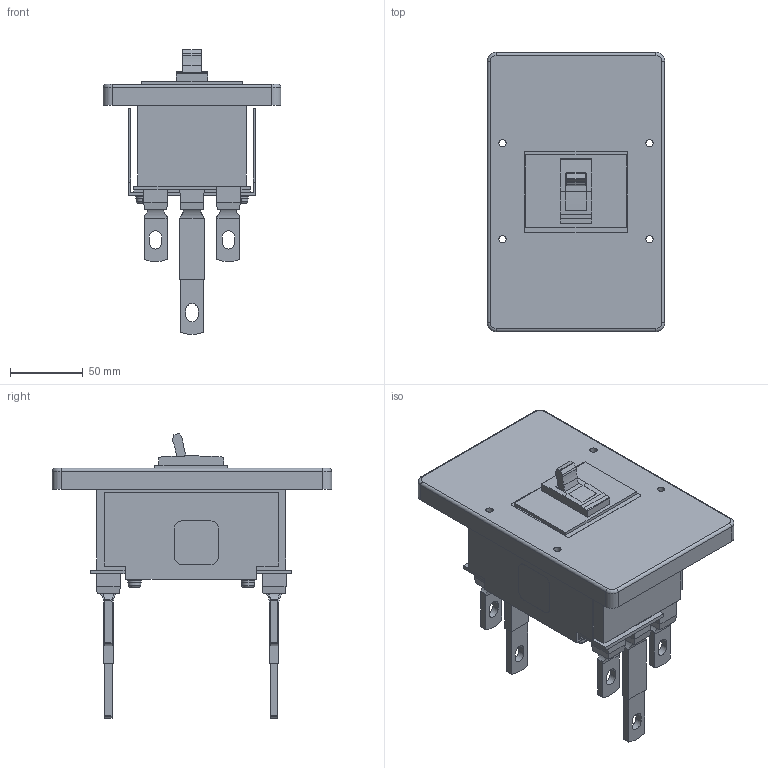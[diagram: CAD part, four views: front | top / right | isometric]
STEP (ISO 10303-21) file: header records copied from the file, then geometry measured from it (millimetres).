
FILE_DESCRIPTION(('CoCreate Modeling STEP Export'),'2;1');
FILE_NAME('Ｓ１２５ＳＦ３Ｐ.stp','2012-03-23T15:28:40',(''),(''),'CoCreate Modeling STEP processor for AP214 (Solid Model)','CoCreate Modeling 17.0 01-Apr-2010 (C) Parametric Technology GmbH','');
FILE_SCHEMA(('AUTOMOTIVE_DESIGN { 1 0 10303 214 1 1 1 1 }'));
Length unit declared in the file: millimetre
Products named in the file (7): p4; p6; p5; p2; p3; p1; Ｓ１２５ＳＦ３Ｐ
Assembly tree (9 placements, depth 2):
  Ｓ１２５ＳＦ３Ｐ
    p1
    p3
    p6  x4
    p2
    p5
    p4
Bounding box: 122 x 192 x 195.77 mm (x, y, z)
Volume: 1013276 mm3; surface area: 199524.1 mm2
Topology: 9 solids, 9 shells, 404 faces, 1028 edges, 668 vertices
Faces by surface type: plane 225, cylinder 155, torus 12, cone 8, extrusion 4
Entity records: 14199 total; most frequent: CARTESIAN_POINT 4348, ORIENTED_EDGE 1864, DIRECTION 1665, EDGE_CURVE 932, VECTOR 631, LINE 627, VERTEX_POINT 608, AXIS2_PLACEMENT_3D 517
